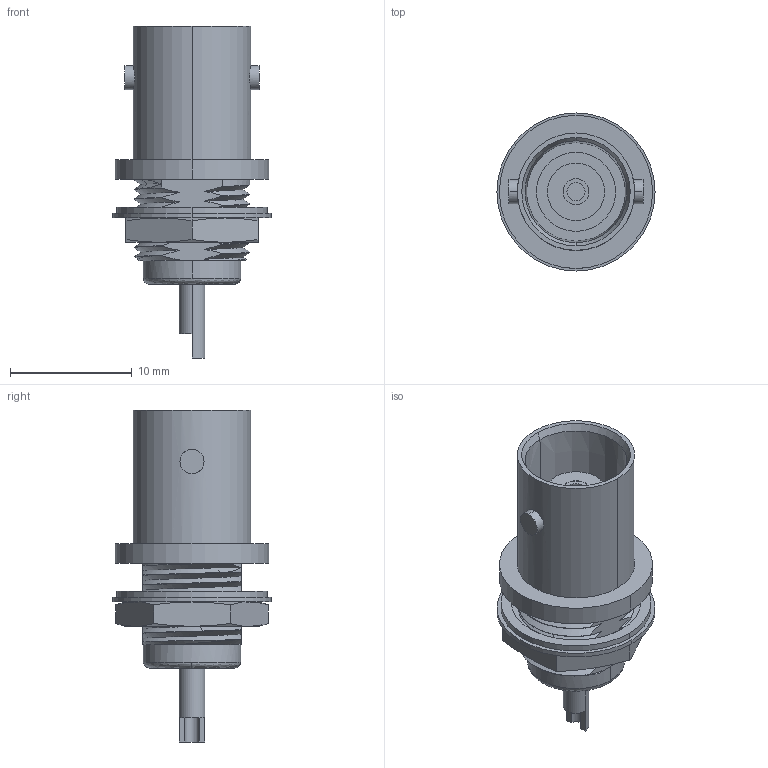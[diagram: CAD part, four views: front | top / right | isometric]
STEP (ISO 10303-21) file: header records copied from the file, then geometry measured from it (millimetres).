
FILE_DESCRIPTION (( 'STEP AP214' ), '1' );
FILE_NAME ('bnc.STEP', '2021-05-03T19:50:05', ( '' ), ( '' ), 'SwSTEP 2.0', 'SolidWorks 2016', '' );
FILE_SCHEMA (( 'AUTOMOTIVE_DESIGN' ));
Length unit declared in the file: millimetre
Products named in the file (2): c-5-1634523-1-b-3d; bnc
Assembly tree (1 placements, depth 2):
  bnc
    c-5-1634523-1-b-3d
Bounding box: 13 x 13 x 27.3 mm (x, y, z)
Volume: 1260.7 mm3; surface area: 1649.7 mm2
Topology: 1 solids, 1 shells, 142 faces, 358 edges, 231 vertices
Faces by surface type: cylinder 49, bspline 40, plane 33, cone 20
Entity records: 11941 total; most frequent: CARTESIAN_POINT 8598, ORIENTED_EDGE 716, DIRECTION 491, EDGE_CURVE 358, VERTEX_POINT 231, AXIS2_PLACEMENT_3D 200, B_SPLINE_CURVE_WITH_KNOTS 171, EDGE_LOOP 159
